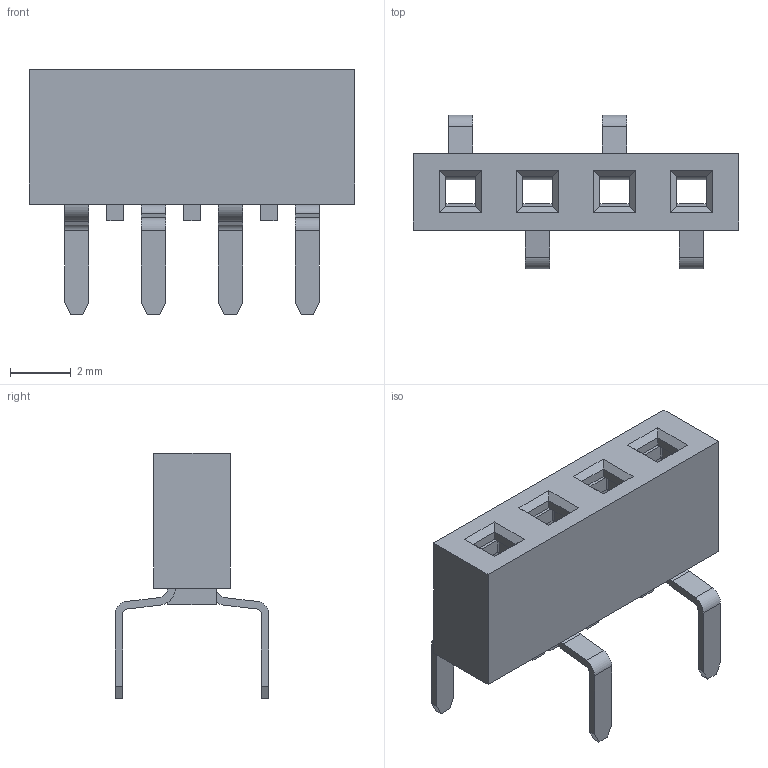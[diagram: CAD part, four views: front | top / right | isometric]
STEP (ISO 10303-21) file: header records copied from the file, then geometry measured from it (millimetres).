
FILE_DESCRIPTION(/* description */ ('Unknown'),/* implementation_level */ '2;1');
FILE_NAME(/* name */ 'J_Wurth_WR-PHD_61300415721',/* time_stamp */ '2025-04-18T09:31:09+08:00',/* author */ ('Unknown'),/* organization */ ('Unknown'),/* preprocessor_version */ 'ST-DEVELOPER v19.4',/* originating_system */ 'Solid Edge',/* authorisation */ 'Unknown');
FILE_SCHEMA (('AUTOMOTIVE_DESIGN {1 0 10303 214 3 1 1}'));
Length unit declared in the file: millimetre
Products named in the file (2): J_Wurth_WR-PHD_61300415721
Assembly tree (1 placements, depth 2):
  J_Wurth_WR-PHD_61300415721
    J_Wurth_WR-PHD_61300415721
Bounding box: 10.76 x 5.08 x 8.1 mm (x, y, z)
Volume: 90.8 mm3; surface area: 512.3 mm2
Topology: 5 solids, 5 shells, 491 faces, 1324 edges, 836 vertices
Faces by surface type: plane 299, cylinder 184, bspline 4, torus 4
Full cylindrical faces by diameter (mm): 0.01 x4, 0.51 x4
Entity records: 15376 total; most frequent: CARTESIAN_POINT 3113, ORIENTED_EDGE 2600, DIRECTION 2462, EDGE_CURVE 1300, LINE 860, VECTOR 860, VERTEX_POINT 828, AXIS2_PLACEMENT_3D 801
